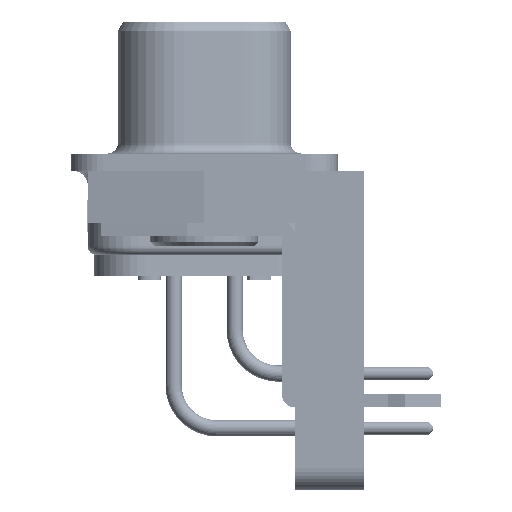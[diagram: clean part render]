
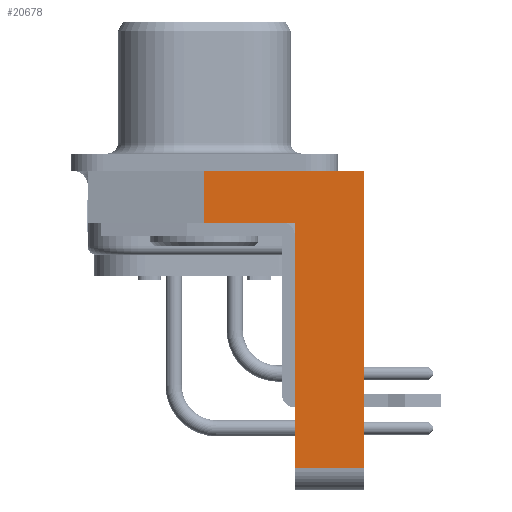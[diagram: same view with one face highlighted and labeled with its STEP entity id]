
A CAD part, left-side view. The second image highlights one B-rep face of the part: STEP entity #20678.
In plain terms, the highlighted planar face has unit normal (-1, 0, 0).
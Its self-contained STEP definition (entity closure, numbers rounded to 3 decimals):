
#5948=ORIENTED_EDGE('',*,*,#9636,.F.);
#5949=ORIENTED_EDGE('',*,*,#9637,.F.);
#5950=ORIENTED_EDGE('',*,*,#9627,.F.);
#5951=ORIENTED_EDGE('',*,*,#9638,.T.);
#5952=ORIENTED_EDGE('',*,*,#9631,.T.);
#5953=ORIENTED_EDGE('',*,*,#9639,.T.);
#9627=EDGE_CURVE('',#11830,#11831,#13323,.T.);
#9631=EDGE_CURVE('',#11835,#11834,#13326,.T.);
#9636=EDGE_CURVE('',#11839,#11840,#13331,.T.);
#9637=EDGE_CURVE('',#11831,#11839,#13332,.T.);
#9638=EDGE_CURVE('',#11830,#11835,#13333,.T.);
#9639=EDGE_CURVE('',#11834,#11840,#13334,.T.);
#11830=VERTEX_POINT('',#39465);
#11831=VERTEX_POINT('',#39467);
#11834=VERTEX_POINT('',#39474);
#11835=VERTEX_POINT('',#39476);
#11839=VERTEX_POINT('',#39486);
#11840=VERTEX_POINT('',#39487);
#13323=LINE('',#39466,#14698);
#13326=LINE('',#39475,#14701);
#13331=LINE('',#39485,#14706);
#13332=LINE('',#39488,#14707);
#13333=LINE('',#39489,#14708);
#13334=LINE('',#39490,#14709);
#14698=VECTOR('',#28468,1000.);
#14701=VECTOR('',#28475,1000.);
#14706=VECTOR('',#28482,1000.);
#14707=VECTOR('',#28483,1000.);
#14708=VECTOR('',#28484,1000.);
#14709=VECTOR('',#28485,1000.);
#16539=EDGE_LOOP('',(#5948,#5949,#5950,#5951,#5952,#5953));
#18485=FACE_BOUND('',#16539,.T.);
#19617=PLANE('',#23808);
#20678=ADVANCED_FACE('',(#18485),#19617,.T.);
#23808=AXIS2_PLACEMENT_3D('',#39484,#28480,#28481);
#28468=DIRECTION('',(0.,-1.,0.));
#28475=DIRECTION('',(0.,-1.,0.));
#28480=DIRECTION('',(-1.,0.,0.));
#28481=DIRECTION('',(0.,0.,1.));
#28482=DIRECTION('',(0.,1.,0.));
#28483=DIRECTION('',(0.,0.,-1.));
#28484=DIRECTION('',(0.,0.,-1.));
#28485=DIRECTION('',(0.,0.,-1.));
#39465=CARTESIAN_POINT('',(-34.65,7.4,0.));
#39466=CARTESIAN_POINT('',(-34.65,7.4,0.));
#39467=CARTESIAN_POINT('',(-34.65,0.,0.));
#39474=CARTESIAN_POINT('',(-34.65,3.2,-2.4));
#39475=CARTESIAN_POINT('',(-34.65,7.4,-2.4));
#39476=CARTESIAN_POINT('',(-34.65,7.4,-2.4));
#39484=CARTESIAN_POINT('',(-34.65,7.4,0.));
#39485=CARTESIAN_POINT('',(-34.65,4.5,-13.8));
#39486=CARTESIAN_POINT('',(-34.65,0.,-13.8));
#39487=CARTESIAN_POINT('',(-34.65,3.2,-13.8));
#39488=CARTESIAN_POINT('',(-34.65,0.,0.));
#39489=CARTESIAN_POINT('',(-34.65,7.4,0.));
#39490=CARTESIAN_POINT('',(-34.65,3.2,-2.4));
